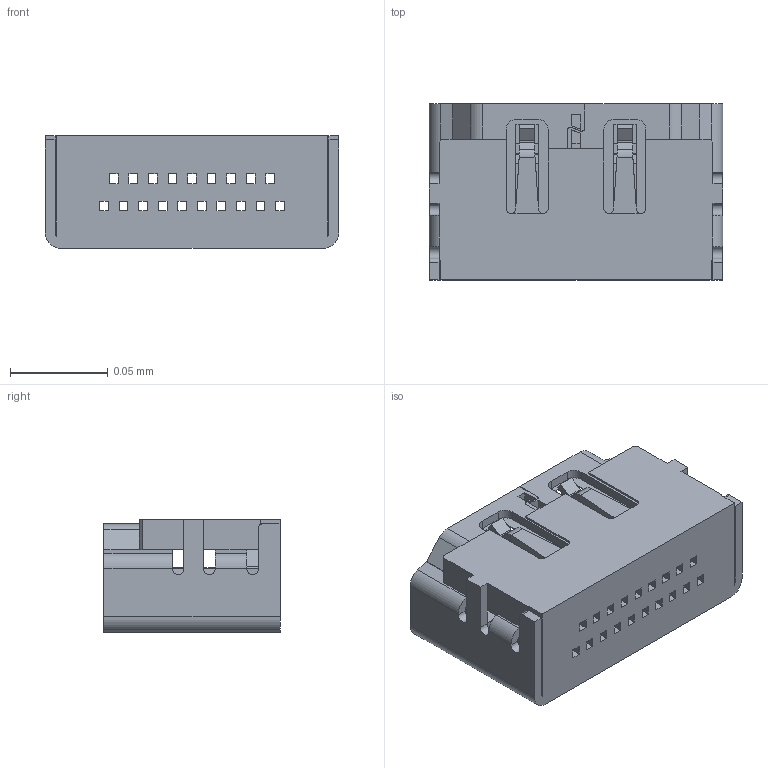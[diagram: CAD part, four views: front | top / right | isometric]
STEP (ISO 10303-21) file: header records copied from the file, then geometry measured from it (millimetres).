
FILE_DESCRIPTION(/* description */ (''),/* implementation_level */ '2;1');
FILE_NAME(/* name */ 'HDMI-colored.step',/* time_stamp */ '2017-07-19T18:47:27-07:00',/* author */ (''),/* organization */ (''),/* preprocessor_version */ 'ST-DEVELOPER v16.13',/* originating_system */ 'Autodesk Translation Framework v6.1.1.50',/* authorisation */ '');
FILE_SCHEMA (('AUTOMOTIVE_DESIGN { 1 0 10303 214 3 1 1 }'));
Length unit declared in the file: millimetre
Products named in the file (1): 471510001
Bounding box: 0.15 x 0.09 x 0.06 mm (x, y, z)
Volume: 0 mm3; surface area: 0.1 mm2
Topology: 1 solids, 1 shells, 614 faces, 1845 edges, 1192 vertices
Faces by surface type: plane 499, cylinder 115
Entity records: 20727 total; most frequent: ORIENTED_EDGE 3690, CARTESIAN_POINT 3652, DIRECTION 3345, EDGE_CURVE 1845, LINE 1575, VECTOR 1575, VERTEX_POINT 1192, AXIS2_PLACEMENT_3D 885
